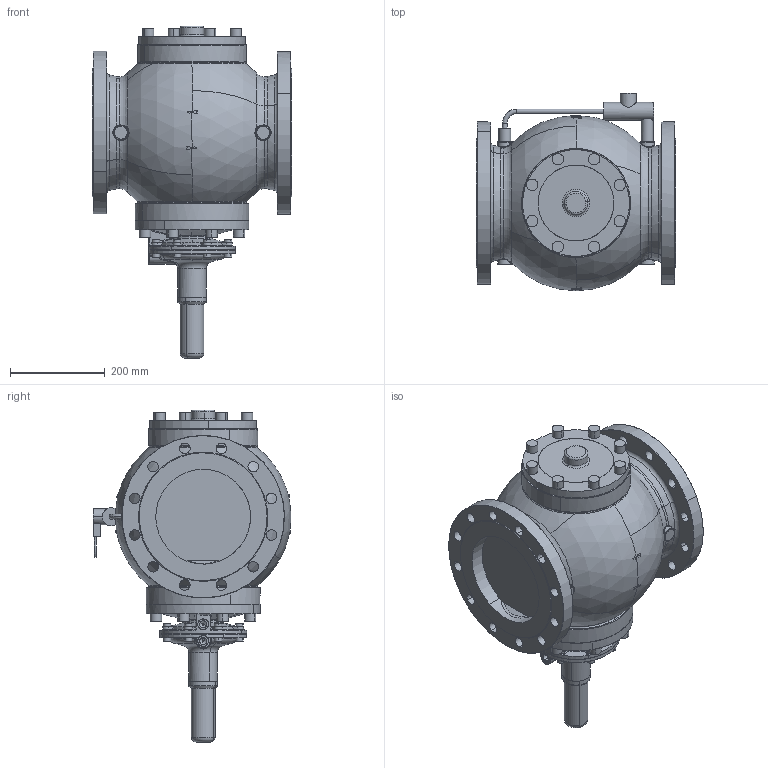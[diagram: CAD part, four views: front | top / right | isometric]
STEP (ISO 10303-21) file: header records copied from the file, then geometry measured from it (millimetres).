
FILE_DESCRIPTION(('CATIA V5 STEP Exchange','CAx-IF Rec.Pracs.--- Model Styling and Organization---1.4--- 2014-01-23','CAx-IF Rec.Pracs.---3D Tessellated Data Validation Properties---0.5---2014-09-14'),'2;1');
FILE_NAME('S100 DN200 ANSI.stp','2023-04-25T06:47:46+00:00',('none'),('none'),'CATIA Version 5-6 Release 2018 SP2','CATIA V5 STEP AP242','none');
FILE_SCHEMA(('AP242_MANAGED_MODEL_BASED_3D_ENGINEERING_MIM_LF {1 0 10303 442 1 1 4}'));
Length unit declared in the file: millimetre
Products named in the file (3): Product1; S100 DN200; 183451-G-ANSI
Assembly tree (2 placements, depth 2):
  Product1
    S100 DN200
    183451-G-ANSI
Bounding box: 420 x 416.89 x 700 mm (x, y, z)
Volume: 35652454.8 mm3; surface area: 1332277.3 mm2
Topology: 3 solids, 47 shells, 1238 faces, 3041 edges, 1857 vertices
Faces by surface type: cylinder 509, plane 238, torus 183, cone 173, sphere 80, bspline 55
Entity records: 39926 total; most frequent: CARTESIAN_POINT 15423, ORIENTED_EDGE 5918, DIRECTION 3299, EDGE_CURVE 2959, AXIS2_PLACEMENT_3D 1920, VERTEX_POINT 1857, EDGE_LOOP 1376, CIRCLE 1356
